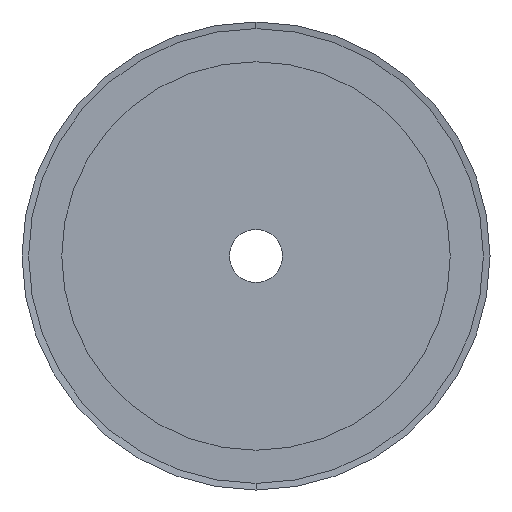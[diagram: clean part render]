
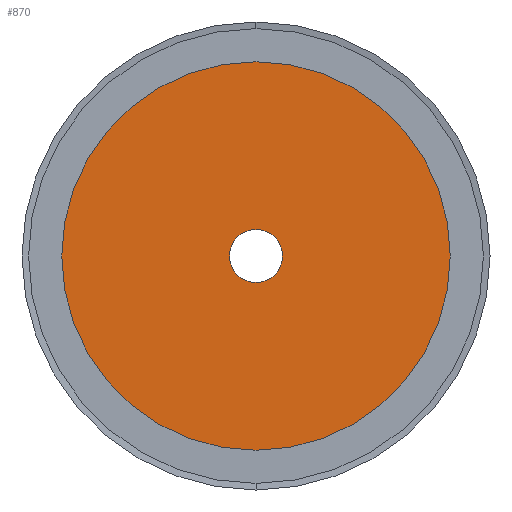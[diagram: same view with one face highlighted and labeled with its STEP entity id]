
A CAD part, left-side view. The second image highlights one B-rep face of the part: STEP entity #870.
In plain terms, the highlighted planar face has unit normal (-1, 0, 0).
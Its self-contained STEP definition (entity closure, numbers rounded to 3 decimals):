
#870=ADVANCED_FACE('',(#1740,#1741),#1742,.T.);
#1740=FACE_OUTER_BOUND('',#2604,.T.);
#1741=FACE_BOUND('',#2605,.T.);
#1742=PLANE('',#2606);
#2604=EDGE_LOOP('',(#5370,#5371));
#2605=EDGE_LOOP('',(#5372,#5373));
#2606=AXIS2_PLACEMENT_3D('',#5374,#5375,#5376);
#5370=ORIENTED_EDGE('',*,*,#5403,.F.);
#5371=ORIENTED_EDGE('',*,*,#6479,.F.);
#5372=ORIENTED_EDGE('',*,*,#5390,.T.);
#5373=ORIENTED_EDGE('',*,*,#6485,.T.);
#5374=CARTESIAN_POINT('',(-20.0,0.0,-16.25));
#5375=DIRECTION('',(-1.0,0.0,0.0));
#5376=DIRECTION('',(0.0,0.0,1.0));
#5390=EDGE_CURVE('',#6492,#6496,#6498,.T.);
#5403=EDGE_CURVE('',#6516,#6519,#6520,.T.);
#6479=EDGE_CURVE('',#6519,#6516,#8127,.T.);
#6485=EDGE_CURVE('',#6496,#6492,#8133,.T.);
#6492=VERTEX_POINT('',#8140);
#6496=VERTEX_POINT('',#8145);
#6498=CIRCLE('',#8148,6.0);
#6516=VERTEX_POINT('',#8170);
#6519=VERTEX_POINT('',#8174);
#6520=CIRCLE('',#8175,44.0);
#8127=CIRCLE('',#10179,44.0);
#8133=CIRCLE('',#10185,6.0);
#8140=CARTESIAN_POINT('',(-20.0,0.0,-6.0));
#8145=CARTESIAN_POINT('',(-20.0,0.,6.0));
#8148=AXIS2_PLACEMENT_3D('',#10195,#10196,#10197);
#8170=CARTESIAN_POINT('',(-20.0,0.0,-44.0));
#8174=CARTESIAN_POINT('',(-20.0,0.,44.0));
#8175=AXIS2_PLACEMENT_3D('',#10215,#10216,#10217);
#10179=AXIS2_PLACEMENT_3D('',#11830,#11831,#11832);
#10185=AXIS2_PLACEMENT_3D('',#11836,#11837,#11838);
#10195=CARTESIAN_POINT('',(-20.0,0.0,0.0));
#10196=DIRECTION('',(1.0,-0.0,0.0));
#10197=DIRECTION('',(0.0,0.0,-1.0));
#10215=CARTESIAN_POINT('',(-20.0,0.0,0.0));
#10216=DIRECTION('',(1.0,0.0,0.0));
#10217=DIRECTION('',(0.0,0.0,-1.0));
#11830=CARTESIAN_POINT('',(-20.0,0.0,0.0));
#11831=DIRECTION('',(1.0,0.0,0.0));
#11832=DIRECTION('',(0.0,0.0,-1.0));
#11836=CARTESIAN_POINT('',(-20.0,0.0,0.0));
#11837=DIRECTION('',(1.0,-0.0,0.0));
#11838=DIRECTION('',(0.0,0.0,-1.0));
